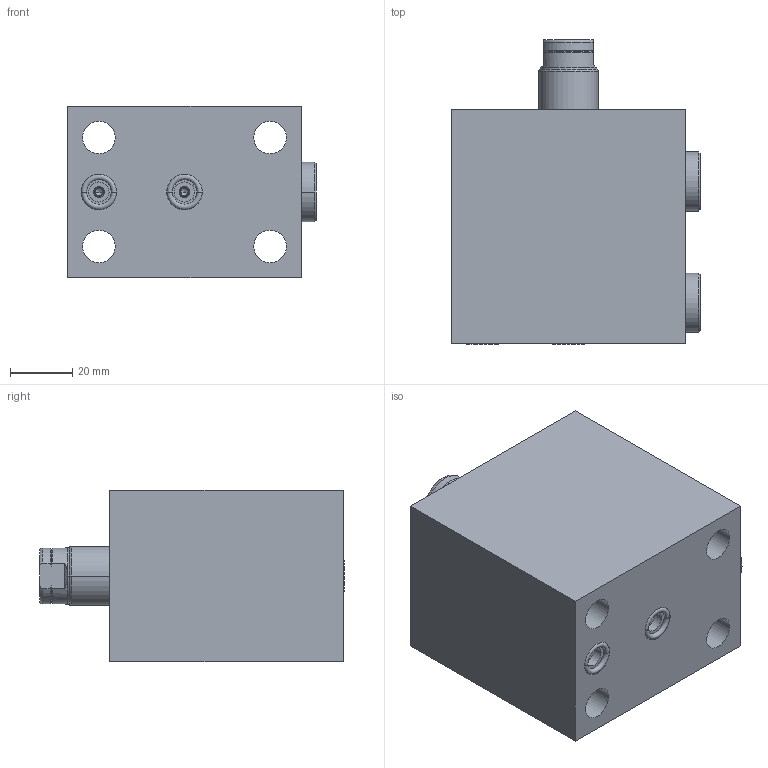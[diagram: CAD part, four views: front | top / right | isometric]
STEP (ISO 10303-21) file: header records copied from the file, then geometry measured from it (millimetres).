
FILE_DESCRIPTION((''),'2;1');
FILE_NAME('ILCM42112104','2012-10-19T',('kr'),(''),'PRO/ENGINEER BY PARAMETRIC TECHNOLOGY CORPORATION, 2007460','PRO/ENGINEER BY PARAMETRIC TECHNOLOGY CORPORATION, 2007460','');
FILE_SCHEMA(('AUTOMOTIVE_DESIGN_CC2 { 1 2 10303 214 -1 1 5 2 }'));
Length unit declared in the file: millimetre
Products named in the file (1): ILCM42112104
Bounding box: 79.83 x 97.8 x 55 mm (x, y, z)
Volume: 282237.8 mm3; surface area: 45714.4 mm2
Topology: 1 solids, 8 shells, 149 faces, 336 edges, 215 vertices
Faces by surface type: cylinder 64, plane 51, cone 24, torus 10
Entity records: 4354 total; most frequent: DIRECTION 788, CARTESIAN_POINT 777, ORIENTED_EDGE 640, EDGE_CURVE 330, AXIS2_PLACEMENT_3D 324, VERTEX_POINT 215, EDGE_LOOP 185, CIRCLE 174
